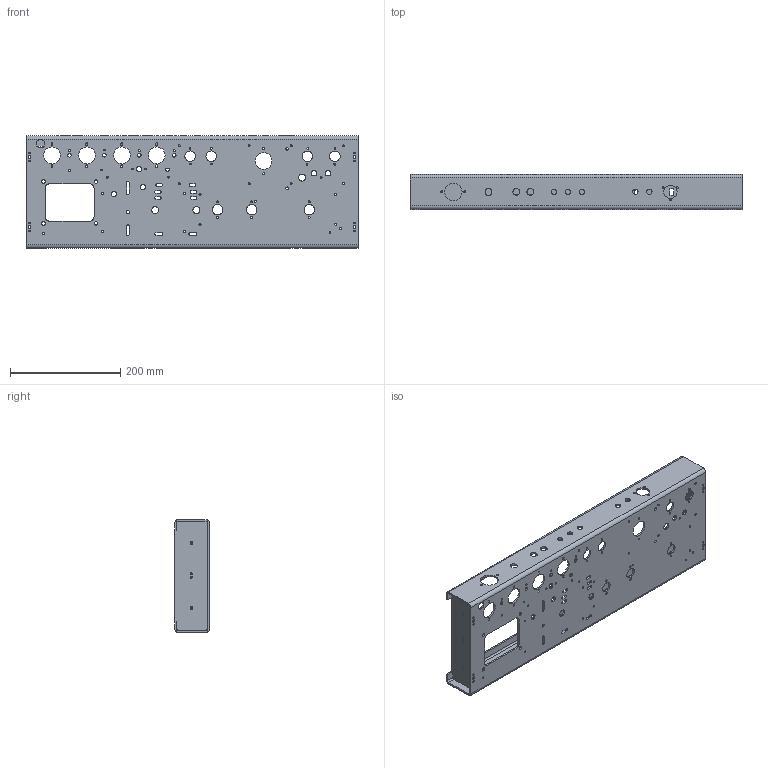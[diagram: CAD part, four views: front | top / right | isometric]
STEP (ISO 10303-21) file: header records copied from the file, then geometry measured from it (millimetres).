
FILE_DESCRIPTION(/* description */ (''),/* implementation_level */ '2;1');
FILE_NAME(/* name */ 'SSS-002-Chassis-Assembly.stp',/* time_stamp */ '2020-05-01T16:05:30-04:00',/* author */ ('ryan'),/* organization */ (''),/* preprocessor_version */ 'ST-DEVELOPER v17',/* originating_system */ 'Autodesk Inventor 2018',/* authorisation */ '');
FILE_SCHEMA (('AUTOMOTIVE_DESIGN { 1 0 10303 214 3 1 1 }'));
Length unit declared in the file: inch
Products named in the file (3): SSS-002-Chassis-Assembly; mainChassis; sides
Assembly tree (3 placements, depth 2):
  SSS-002-Chassis-Assembly
    mainChassis
    sides  x2
Bounding box: 603.25 x 63.65 x 204.47 mm (x, y, z)
Volume: 686917.4 mm3; surface area: 455150 mm2
Topology: 3 solids, 3 shells, 351 faces, 1003 edges, 658 vertices
Faces by surface type: cylinder 215, plane 136
Full cylindrical faces by diameter (mm): 3 x1, 3.175 x8, 3.3 x5, 3.302 x24, 3.454 x10, 3.556 x5, 3.683 x21, 4.762 x2, 5.3 x1, 5.334 x4, 6.35 x4, 6.477 x5, 7.925 x1, 9.525 x16, 9.6 x2, 9.652 x3, 12.7 x3, 19.05 x7, 24.206 x1, 29.997 x1, 30.2 x4, 31.75 x1
Entity records: 11698 total; most frequent: DIRECTION 2033, CARTESIAN_POINT 1908, ORIENTED_EDGE 1898, EDGE_CURVE 949, AXIS2_PLACEMENT_3D 747, EDGE_LOOP 645, VERTEX_POINT 622, LINE 539
